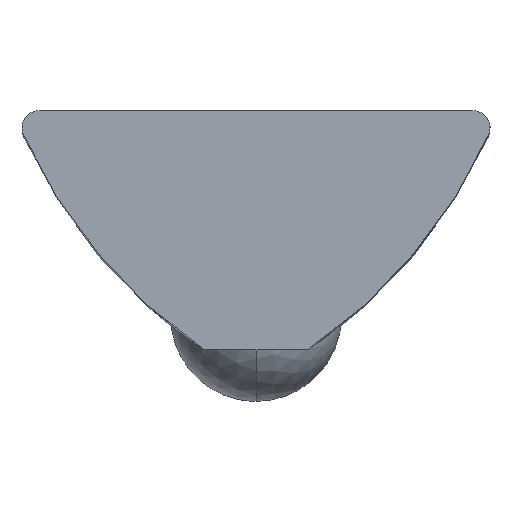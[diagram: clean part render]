
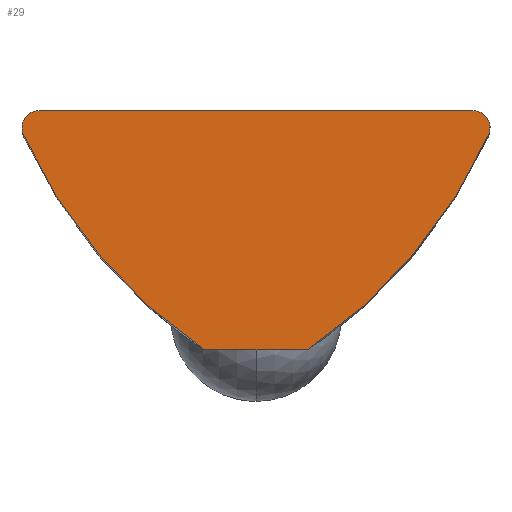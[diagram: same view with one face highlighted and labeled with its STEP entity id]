
A CAD part, top view. The second image highlights one B-rep face of the part: STEP entity #29.
In plain terms, the highlighted planar face has unit normal (0, 0, 1).
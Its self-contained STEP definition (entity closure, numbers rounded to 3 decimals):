
#11 = CARTESIAN_POINT ( 'NONE',  ( -6.35, -0.5, 11. ) ) ;
#12 = DIRECTION ( 'NONE',  ( 0., -1., 0. ) ) ;
#18 = CIRCLE ( 'NONE', #202, 15. ) ;
#20 = ORIENTED_EDGE ( 'NONE', *, *, #586, .T. ) ;
#29 = ADVANCED_FACE ( 'NONE', ( #216 ), #457, .T. ) ;
#31 = DIRECTION ( 'NONE',  ( -1., 0., 0. ) ) ;
#81 = CARTESIAN_POINT ( 'NONE',  ( 6.806, -0.705, 11. ) ) ;
#91 = VECTOR ( 'NONE', #686, 1000. ) ;
#101 = CARTESIAN_POINT ( 'NONE',  ( -6.806, -0.705, 11. ) ) ;
#127 = DIRECTION ( 'NONE',  ( 0., 0., 1. ) ) ;
#177 = DIRECTION ( 'NONE',  ( 0., 0., 1. ) ) ;
#202 = AXIS2_PLACEMENT_3D ( 'NONE', #696, #127, #435 ) ;
#205 = CIRCLE ( 'NONE', #670, 0.5 ) ;
#213 = DIRECTION ( 'NONE',  ( 0., 0., -1. ) ) ;
#216 = FACE_OUTER_BOUND ( 'NONE', #520, .T. ) ;
#240 = VECTOR ( 'NONE', #31, 1000. ) ;
#364 = EDGE_CURVE ( 'NONE', #788, #528, #533, .T. ) ;
#367 = CARTESIAN_POINT ( 'NONE',  ( 6.35, 0., 11. ) ) ;
#374 = AXIS2_PLACEMENT_3D ( 'NONE', #772, #405, #787 ) ;
#377 = VERTEX_POINT ( 'NONE', #101 ) ;
#382 = CARTESIAN_POINT ( 'NONE',  ( -6.35, -7., 11. ) ) ;
#398 = CARTESIAN_POINT ( 'NONE',  ( -1.5, -7., 11. ) ) ;
#405 = DIRECTION ( 'NONE',  ( 0., 0., -1. ) ) ;
#435 = DIRECTION ( 'NONE',  ( 0., -1., 0. ) ) ;
#450 = LINE ( 'NONE', #382, #91 ) ;
#457 = PLANE ( 'NONE',  #516 ) ;
#458 = AXIS2_PLACEMENT_3D ( 'NONE', #504, #177, #636 ) ;
#471 = ORIENTED_EDGE ( 'NONE', *, *, #622, .T. ) ;
#504 = CARTESIAN_POINT ( 'NONE',  ( -6.876, 5.444, 11. ) ) ;
#508 = CARTESIAN_POINT ( 'NONE',  ( -6.35, 0., 11. ) ) ;
#516 = AXIS2_PLACEMENT_3D ( 'NONE', #11, #583, #526 ) ;
#520 = EDGE_LOOP ( 'NONE', ( #697, #745, #596, #20, #761, #471 ) ) ;
#522 = VERTEX_POINT ( 'NONE', #398 ) ;
#526 = DIRECTION ( 'NONE',  ( 0., -1., 0. ) ) ;
#527 = CARTESIAN_POINT ( 'NONE',  ( 6.35, -0.5, 11. ) ) ;
#528 = VERTEX_POINT ( 'NONE', #81 ) ;
#533 = CIRCLE ( 'NONE', #458, 15. ) ;
#542 = LINE ( 'NONE', #785, #240 ) ;
#583 = DIRECTION ( 'NONE',  ( 0., 0., 1. ) ) ;
#586 = EDGE_CURVE ( 'NONE', #591, #655, #542, .T. ) ;
#591 = VERTEX_POINT ( 'NONE', #367 ) ;
#596 = ORIENTED_EDGE ( 'NONE', *, *, #802, .F. ) ;
#604 = CARTESIAN_POINT ( 'NONE',  ( 1.5, -7., 11. ) ) ;
#622 = EDGE_CURVE ( 'NONE', #377, #522, #18, .T. ) ;
#636 = DIRECTION ( 'NONE',  ( 0., -1., 0. ) ) ;
#655 = VERTEX_POINT ( 'NONE', #508 ) ;
#661 = EDGE_CURVE ( 'NONE', #522, #788, #450, .T. ) ;
#670 = AXIS2_PLACEMENT_3D ( 'NONE', #527, #213, #12 ) ;
#686 = DIRECTION ( 'NONE',  ( 1., 0., 0. ) ) ;
#696 = CARTESIAN_POINT ( 'NONE',  ( 6.876, 5.444, 11. ) ) ;
#697 = ORIENTED_EDGE ( 'NONE', *, *, #661, .T. ) ;
#739 = CIRCLE ( 'NONE', #374, 0.5 ) ;
#745 = ORIENTED_EDGE ( 'NONE', *, *, #364, .T. ) ;
#761 = ORIENTED_EDGE ( 'NONE', *, *, #805, .F. ) ;
#772 = CARTESIAN_POINT ( 'NONE',  ( -6.35, -0.5, 11. ) ) ;
#785 = CARTESIAN_POINT ( 'NONE',  ( -6.35, 0., 11. ) ) ;
#787 = DIRECTION ( 'NONE',  ( 0., -1., 0. ) ) ;
#788 = VERTEX_POINT ( 'NONE', #604 ) ;
#802 = EDGE_CURVE ( 'NONE', #591, #528, #205, .T. ) ;
#805 = EDGE_CURVE ( 'NONE', #377, #655, #739, .T. ) ;
